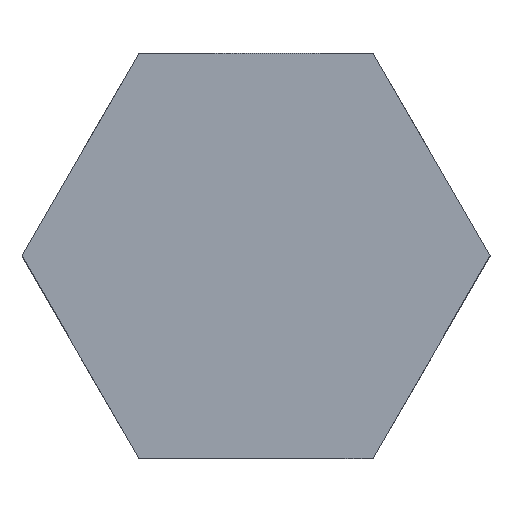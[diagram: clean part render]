
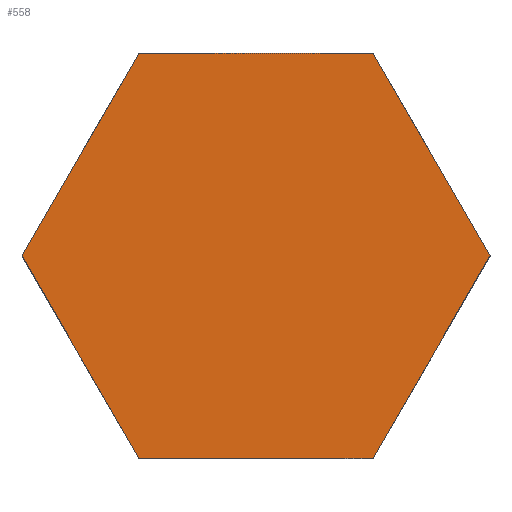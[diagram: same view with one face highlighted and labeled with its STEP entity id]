
A CAD part, top view. The second image highlights one B-rep face of the part: STEP entity #558.
In plain terms, the highlighted planar face has unit normal (0, 0, 1).
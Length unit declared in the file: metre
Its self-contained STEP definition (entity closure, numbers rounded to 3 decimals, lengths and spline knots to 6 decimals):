
#147=ORIENTED_EDGE('',*,*,#168,.T.);
#148=ORIENTED_EDGE('',*,*,#227,.T.);
#149=ORIENTED_EDGE('',*,*,#175,.T.);
#150=ORIENTED_EDGE('',*,*,#183,.T.);
#151=ORIENTED_EDGE('',*,*,#225,.T.);
#152=ORIENTED_EDGE('',*,*,#160,.T.);
#160=EDGE_CURVE('',#232,#233,#280,.T.);
#168=EDGE_CURVE('',#233,#240,#288,.T.);
#175=EDGE_CURVE('',#246,#247,#295,.T.);
#183=EDGE_CURVE('',#247,#254,#303,.T.);
#225=EDGE_CURVE('',#254,#232,#345,.T.);
#227=EDGE_CURVE('',#240,#246,#347,.T.);
#232=VERTEX_POINT('',#754);
#233=VERTEX_POINT('',#755);
#240=VERTEX_POINT('',#771);
#246=VERTEX_POINT('',#785);
#247=VERTEX_POINT('',#786);
#254=VERTEX_POINT('',#802);
#280=LINE('',#753,#352);
#288=LINE('',#770,#360);
#295=LINE('',#784,#367);
#303=LINE('',#801,#375);
#345=LINE('',#889,#417);
#347=LINE('',#893,#419);
#352=VECTOR('',#613,1.);
#360=VECTOR('',#623,1.);
#367=VECTOR('',#632,1.);
#375=VECTOR('',#642,1.);
#417=VECTOR('',#732,1.);
#419=VECTOR('',#738,1.);
#456=EDGE_LOOP('',(#147,#148,#149,#150,#151,#152));
#494=FACE_BOUND('',#456,.T.);
#526=PLANE('',#603);
#558=ADVANCED_FACE('',(#494),#526,.T.);
#603=AXIS2_PLACEMENT_3D('',#894,#739,#740);
#613=DIRECTION('',(1.,0.,0.));
#623=DIRECTION('',(0.5,0.866,0.));
#632=DIRECTION('',(-1.,0.,0.));
#642=DIRECTION('',(-0.5,-0.866,0.));
#732=DIRECTION('',(0.5,-0.866,0.));
#738=DIRECTION('',(-0.5,0.866,0.));
#739=DIRECTION('',(0.,0.,1.));
#740=DIRECTION('',(1.,0.,0.));
#753=CARTESIAN_POINT('',(0.,-0.007332,0.010731));
#754=CARTESIAN_POINT('',(-0.004233,-0.007332,0.010731));
#755=CARTESIAN_POINT('',(0.004233,-0.007332,0.010731));
#770=CARTESIAN_POINT('',(0.00635,-0.003666,0.010731));
#771=CARTESIAN_POINT('',(0.008467,0.,0.010731));
#784=CARTESIAN_POINT('',(0.,0.007332,0.010731));
#785=CARTESIAN_POINT('',(0.004233,0.007332,0.010731));
#786=CARTESIAN_POINT('',(-0.004233,0.007332,0.010731));
#801=CARTESIAN_POINT('',(-0.00635,0.003666,0.010731));
#802=CARTESIAN_POINT('',(-0.008467,0.,0.010731));
#889=CARTESIAN_POINT('',(-0.00635,-0.003666,0.010731));
#893=CARTESIAN_POINT('',(0.00635,0.003666,0.010731));
#894=CARTESIAN_POINT('',(0.,0.,0.010731));
